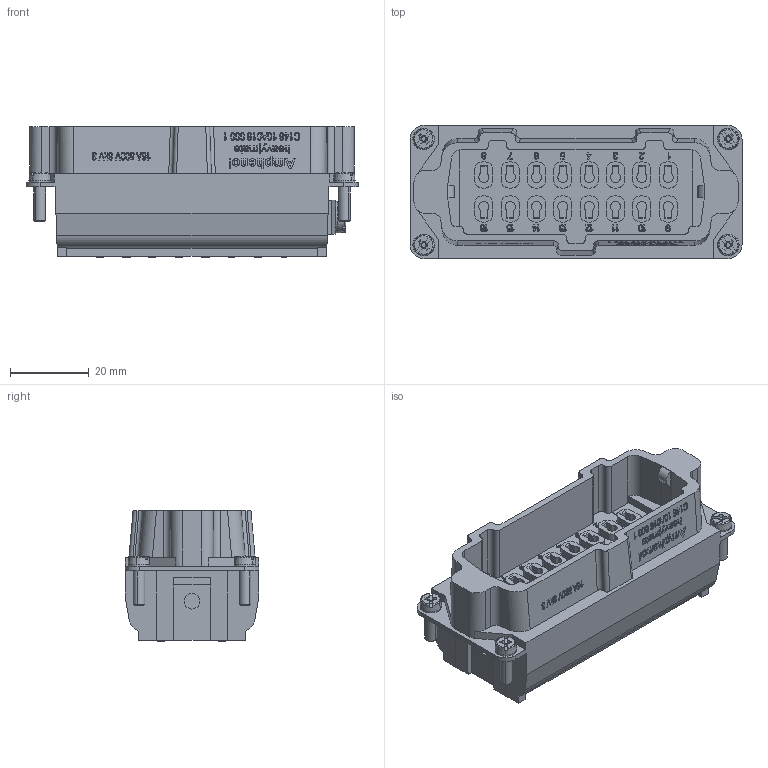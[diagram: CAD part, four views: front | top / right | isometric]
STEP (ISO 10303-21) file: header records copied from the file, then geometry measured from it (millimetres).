
FILE_DESCRIPTION(/* description */ (''),/* implementation_level */ '2;1');
FILE_NAME(/* name */ 'c146 10a016 000 1_c3d.stp',/* time_stamp */ '2018-08-22T13:20:32+02:00',/* author */ (''),/* organization */ (''),/* preprocessor_version */ 'ST-DEVELOPER v16',/* originating_system */ 'SIEMENS PLM Software NX 11.0',/* authorisation */ '');
FILE_SCHEMA (('AUTOMOTIVE_DESIGN { 1 0 10303 214 3 1 1 1 }'));
Products named in the file (1): c146 10a016 000 1nxm001-01
Bounding box: 84.5 x 34 x 33.3 mm (x, y, z)
Volume: 52235.1 mm3; surface area: 16895.8 mm2
Topology: 1 solids, 1 shells, 1732 faces, 4626 edges, 3087 vertices
Faces by surface type: plane 1015, extrusion 459, cylinder 194, cone 46, torus 16, bspline 2
Full cylindrical faces by diameter (mm): 4 x3, 8 x1
Entity records: 67185 total; most frequent: CARTESIAN_POINT 17588, ORIENTED_EDGE 9230, DIRECTION 6586, EDGE_CURVE 4615, VECTOR 3104, VERTEX_POINT 3082, LINE 2645, EDGE_LOOP 1929
